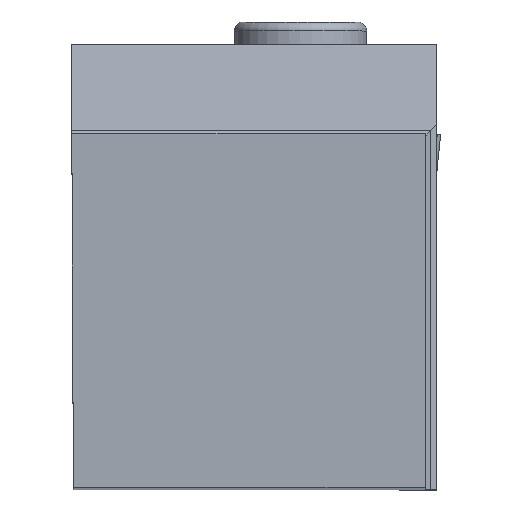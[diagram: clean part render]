
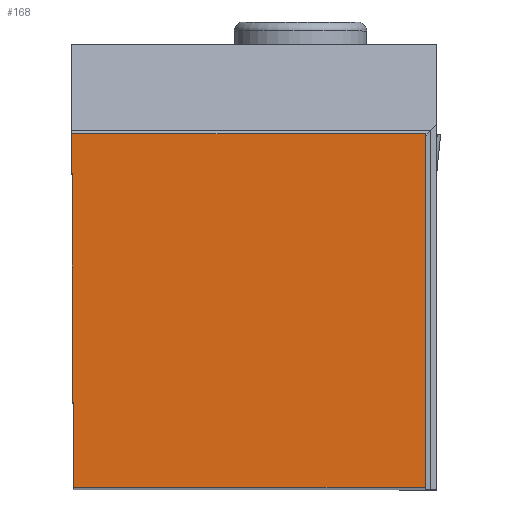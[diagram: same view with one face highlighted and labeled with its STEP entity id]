
A CAD part, top view. The second image highlights one B-rep face of the part: STEP entity #168.
In plain terms, the highlighted planar face has unit normal (0, 0, 1).
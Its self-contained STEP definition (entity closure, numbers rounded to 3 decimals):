
#168=ADVANCED_FACE('BLANK_BOXF006',(#277),#219,.F.);
#219=PLANE('',#1361);
#277=FACE_OUTER_BOUND('',#337,.T.);
#337=EDGE_LOOP('',(#866,#867,#868,#869));
#462=LINE('',#2122,#601);
#470=LINE('',#2139,#609);
#471=LINE('',#2141,#610);
#472=LINE('',#2143,#611);
#601=VECTOR('',#1601,1.);
#609=VECTOR('',#1617,1.);
#610=VECTOR('',#1618,1.);
#611=VECTOR('',#1619,1.);
#866=ORIENTED_EDGE('',*,*,#1201,.T.);
#867=ORIENTED_EDGE('',*,*,#1202,.T.);
#868=ORIENTED_EDGE('',*,*,#1203,.T.);
#869=ORIENTED_EDGE('',*,*,#1192,.T.);
#1048=VERTEX_POINT('',#2121);
#1049=VERTEX_POINT('',#2123);
#1054=VERTEX_POINT('',#2140);
#1055=VERTEX_POINT('',#2142);
#1192=EDGE_CURVE('',#1049,#1048,#462,.T.);
#1201=EDGE_CURVE('',#1048,#1054,#470,.T.);
#1202=EDGE_CURVE('',#1054,#1055,#471,.T.);
#1203=EDGE_CURVE('',#1055,#1049,#472,.T.);
#1361=AXIS2_PLACEMENT_3D('',#2144,#1620,#1621);
#1601=DIRECTION('',(1.,0.,0.));
#1617=DIRECTION('',(0.,1.,0.));
#1618=DIRECTION('',(-1.,0.,0.));
#1619=DIRECTION('',(0.004,-1.,0.));
#1620=DIRECTION('',(0.,0.,-1.));
#1621=DIRECTION('',(0.,-1.,0.));
#2121=CARTESIAN_POINT('',(31.623,0.,0.));
#2122=CARTESIAN_POINT('',(-151.4,0.,0.));
#2123=CARTESIAN_POINT('',(0.138,0.,0.));
#2139=CARTESIAN_POINT('',(31.623,-151.4,0.));
#2140=CARTESIAN_POINT('',(31.623,31.623,0.));
#2141=CARTESIAN_POINT('',(151.4,31.623,0.));
#2142=CARTESIAN_POINT('',(0.,31.623,0.));
#2143=CARTESIAN_POINT('',(-0.523,151.399,0.));
#2144=CARTESIAN_POINT('',(32.67,-5.,0.));
